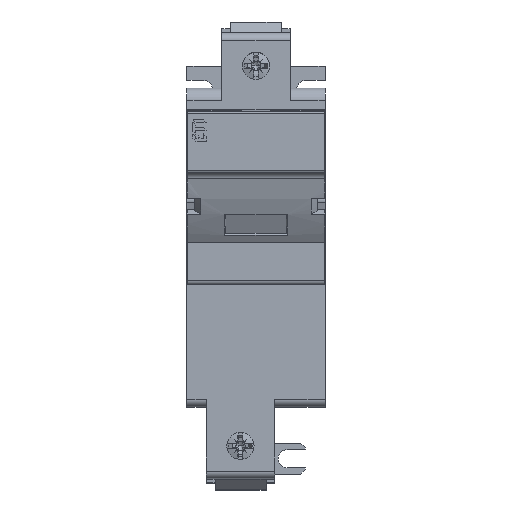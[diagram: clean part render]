
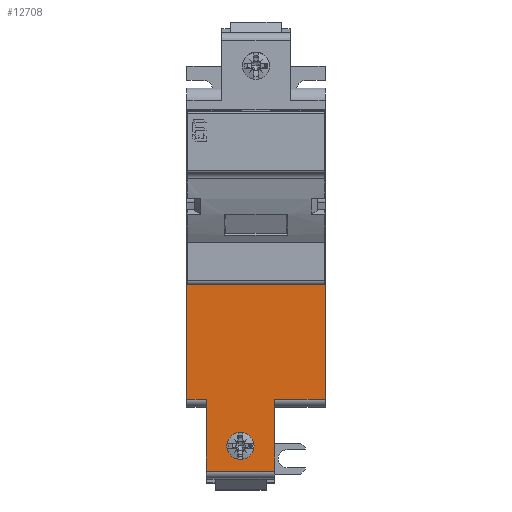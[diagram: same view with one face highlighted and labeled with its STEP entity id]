
A CAD part, top view. The second image highlights one B-rep face of the part: STEP entity #12708.
In plain terms, the highlighted planar face has unit normal (0, 0, 1).
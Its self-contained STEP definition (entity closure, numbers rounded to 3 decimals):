
#153=DIRECTION('',(0.,1.,0.));
#154=VECTOR('',#153,29.5);
#155=CARTESIAN_POINT('',(35.6,-69.7,43.5));
#156=LINE('',#155,#154);
#554=DIRECTION('',(0.,1.,0.));
#555=VECTOR('',#554,18.5);
#556=CARTESIAN_POINT('',(22.6,-88.2,43.5));
#557=LINE('',#556,#555);
#4637=DIRECTION('',(0.,1.,0.));
#4638=VECTOR('',#4637,29.5);
#4639=CARTESIAN_POINT('',(0.,-69.7,43.5));
#4640=LINE('',#4639,#4638);
#4682=DIRECTION('',(0.,-1.,0.));
#4683=VECTOR('',#4682,18.5);
#4684=CARTESIAN_POINT('',(5.,-69.7,43.5));
#4685=LINE('',#4684,#4683);
#4697=DIRECTION('',(-1.,0.,0.));
#4698=VECTOR('',#4697,17.6);
#4699=CARTESIAN_POINT('',(22.6,-88.2,43.5));
#4700=LINE('',#4699,#4698);
#4704=DIRECTION('',(1.,0.,0.));
#4705=VECTOR('',#4704,5.);
#4706=CARTESIAN_POINT('',(0.,-69.7,43.5));
#4707=LINE('',#4706,#4705);
#4711=DIRECTION('',(1.,0.,0.));
#4712=VECTOR('',#4711,35.6);
#4713=CARTESIAN_POINT('',(0.,-40.2,43.5));
#4714=LINE('',#4713,#4712);
#4718=DIRECTION('',(1.,0.,0.));
#4719=VECTOR('',#4718,13.);
#4720=CARTESIAN_POINT('',(22.6,-69.7,43.5));
#4721=LINE('',#4720,#4719);
#4725=CARTESIAN_POINT('',(13.8,-81.7,43.5));
#4726=DIRECTION('',(0.,0.,1.));
#4727=DIRECTION('',(0.,1.,0.));
#4728=AXIS2_PLACEMENT_3D('',#4725,#4726,#4727);
#4733=CARTESIAN_POINT('',(13.8,-81.7,43.5));
#4734=DIRECTION('',(0.,0.,1.));
#4735=DIRECTION('',(0.,-1.,0.));
#4736=AXIS2_PLACEMENT_3D('',#4733,#4734,#4735);
#7942=CARTESIAN_POINT('',(35.6,-40.2,43.5));
#7944=VERTEX_POINT('',#7942);
#7958=CARTESIAN_POINT('',(0.,-40.2,43.5));
#7960=VERTEX_POINT('',#7958);
#7966=CARTESIAN_POINT('',(13.8,-78.2,43.5));
#7967=CARTESIAN_POINT('',(13.8,-85.2,43.5));
#7968=VERTEX_POINT('',#7966);
#7969=VERTEX_POINT('',#7967);
#8363=CARTESIAN_POINT('',(5.,-88.2,43.5));
#8365=VERTEX_POINT('',#8363);
#8366=CARTESIAN_POINT('',(22.6,-88.2,43.5));
#8367=VERTEX_POINT('',#8366);
#8374=CARTESIAN_POINT('',(0.,-69.7,43.5));
#8375=VERTEX_POINT('',#8374);
#8376=CARTESIAN_POINT('',(5.,-69.7,43.5));
#8377=VERTEX_POINT('',#8376);
#8378=CARTESIAN_POINT('',(35.6,-69.7,43.5));
#8380=VERTEX_POINT('',#8378);
#8384=CARTESIAN_POINT('',(22.6,-69.7,43.5));
#8385=VERTEX_POINT('',#8384);
#12684=CARTESIAN_POINT('',(35.6,-40.2,43.5));
#12685=DIRECTION('',(0.,0.,1.));
#12686=DIRECTION('',(0.,-1.,0.));
#12687=AXIS2_PLACEMENT_3D('',#12684,#12685,#12686);
#12688=PLANE('',#12687);
#12690=ORIENTED_EDGE('',*,*,#12689,.T.);
#12691=ORIENTED_EDGE('',*,*,#12670,.F.);
#12692=ORIENTED_EDGE('',*,*,#12643,.F.);
#12693=ORIENTED_EDGE('',*,*,#12624,.T.);
#12695=ORIENTED_EDGE('',*,*,#12694,.T.);
#12696=ORIENTED_EDGE('',*,*,#9217,.F.);
#12698=ORIENTED_EDGE('',*,*,#12697,.F.);
#12699=ORIENTED_EDGE('',*,*,#9388,.F.);
#12700=EDGE_LOOP('',(#12690,#12691,#12692,#12693,#12695,#12696,#12698,#12699));
#12701=FACE_OUTER_BOUND('',#12700,.F.);
#12703=ORIENTED_EDGE('',*,*,#12702,.T.);
#12705=ORIENTED_EDGE('',*,*,#12704,.T.);
#12706=EDGE_LOOP('',(#12703,#12705));
#12707=FACE_BOUND('',#12706,.F.);
#4729=CIRCLE('',#4728,3.5);
#4737=CIRCLE('',#4736,3.5);
#9217=EDGE_CURVE('',#8380,#7944,#156,.T.);
#9388=EDGE_CURVE('',#8367,#8385,#557,.T.);
#12624=EDGE_CURVE('',#8375,#7960,#4640,.T.);
#12643=EDGE_CURVE('',#8375,#8377,#4707,.T.);
#12670=EDGE_CURVE('',#8377,#8365,#4685,.T.);
#12689=EDGE_CURVE('',#8367,#8365,#4700,.T.);
#12694=EDGE_CURVE('',#7960,#7944,#4714,.T.);
#12697=EDGE_CURVE('',#8385,#8380,#4721,.T.);
#12702=EDGE_CURVE('',#7968,#7969,#4729,.T.);
#12704=EDGE_CURVE('',#7969,#7968,#4737,.T.);
#12708=ADVANCED_FACE('',(#12701,#12707),#12688,.T.);
